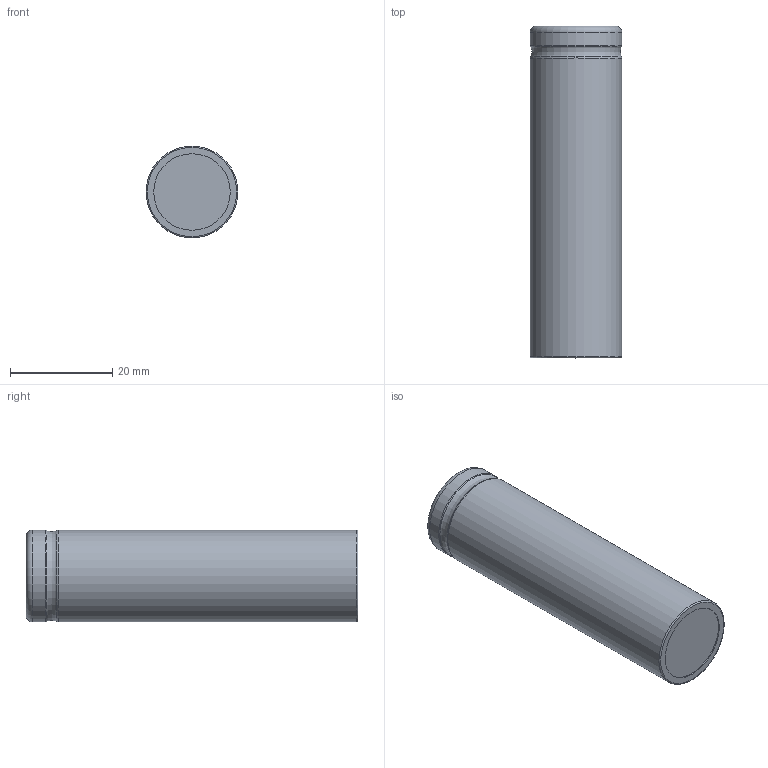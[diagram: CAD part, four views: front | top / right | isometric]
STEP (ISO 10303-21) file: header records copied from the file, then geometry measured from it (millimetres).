
FILE_DESCRIPTION(/* description */ (''),/* implementation_level */ '2;1');
FILE_NAME(/* name */ 'Generic Li Ion 1850 cell_.step',/* time_stamp */ '2025-11-14T17:44:38-08:00',/* author */ (''),/* organization */ (''),/* preprocessor_version */ 'ST-DEVELOPER v20.1',/* originating_system */ 'Autodesk Translation Framework v14.17.0.0',/* authorisation */ '');
FILE_SCHEMA (('AUTOMOTIVE_DESIGN { 1 0 10303 214 3 1 1 }'));
Length unit declared in the file: millimetre
Products named in the file (2): (Unsaved); 18650_cell
Assembly tree (1 placements, depth 2):
  (Unsaved)
    18650_cell
Bounding box: 18 x 65 x 18 mm (x, y, z)
Volume: 16418.9 mm3; surface area: 4214.2 mm2
Topology: 1 solids, 1 shells, 17 faces, 29 edges, 18 vertices
Faces by surface type: plane 6, torus 6, cylinder 5
Full cylindrical faces by diameter (mm): 11.5 x1, 13 x1, 15 x1, 18 x2
Entity records: 487 total; most frequent: DIRECTION 93, CARTESIAN_POINT 67, ORIENTED_EDGE 58, AXIS2_PLACEMENT_3D 44, EDGE_CURVE 29, CIRCLE 24, EDGE_LOOP 21, VERTEX_POINT 18
